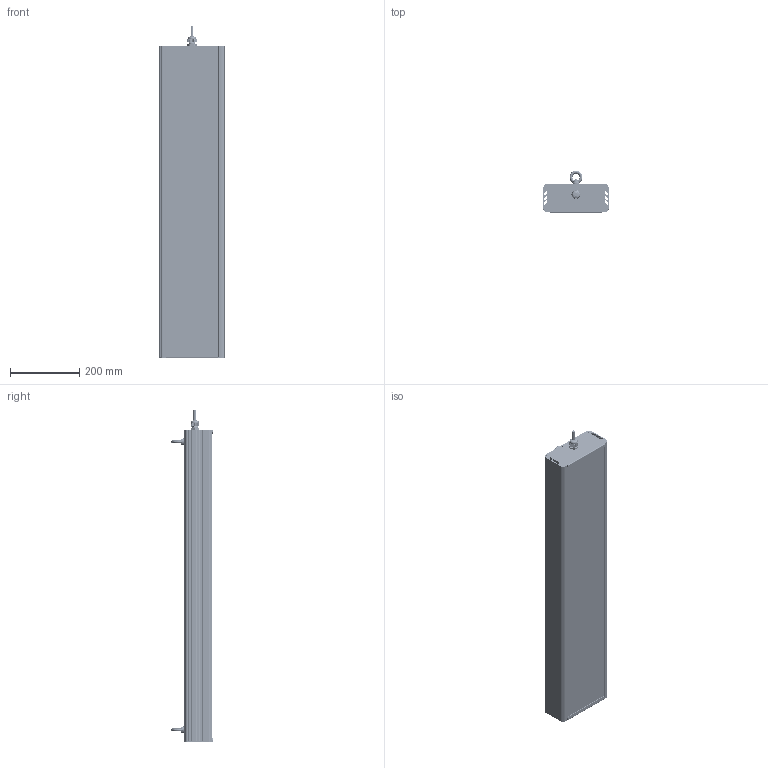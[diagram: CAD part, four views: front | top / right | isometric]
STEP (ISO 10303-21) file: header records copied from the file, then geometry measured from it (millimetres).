
FILE_DESCRIPTION(('STEP AP214'), '1');
FILE_NAME('001.0079.89.000 - ÃÑÏ-Ýêñòðà-Îïòèê-180', '2023-11-03T04:44:16', ('Ëóêîíèí'), ('ÎÊÁ Ñâîé Ñòèëü'), 'C3D Converter', 'C3D Toolkit', '');
FILE_SCHEMA(('AUTOMOTIVE_DESIGN { 1 0 10303 214 3 1 1}'));
Length unit declared in the file: millimetre
Products named in the file (26): 001.0079.89.000; 001.0065.02.000
Assembly tree (65 placements, depth 4):
  001.0079.89.000
    (unnamed)
      (unnamed)
      (unnamed)
      (unnamed)
      (unnamed)  x6
      (unnamed)  x6
      (unnamed)
      (unnamed)
      (unnamed)
      (unnamed)
        (unnamed)
      (unnamed)  x18
        (unnamed)
        (unnamed)
        (unnamed)
        (unnamed)
        (unnamed)
        (unnamed)
        (unnamed)
        (unnamed)
        (unnamed)
        (unnamed)
    001.0065.02.000  x2
      (unnamed)
      (unnamed)
Bounding box: 187.37 x 121.58 x 956.43 mm (x, y, z)
Volume: 2956689.2 mm3; surface area: 2179231.6 mm2
Topology: 618 solids, 618 shells, 8374 faces, 19097 edges, 12801 vertices
Faces by surface type: plane 6006, cylinder 1932, bspline 293, cone 112, sphere 18, torus 13
Full cylindrical faces by diameter (mm): 1 x18, 2 x36, 2.5 x72, 2.8 x450, 3.2 x18, 3.5 x108, 4 x12, 6 x2, 8 x12, 9 x234, 12 x1, 12.5 x1, 16 x1, 18.5 x3, 20 x1, 23.5 x1
Entity records: 92522 total; most frequent: CARTESIAN_POINT 45614, ORIENTED_EDGE 8892, DIRECTION 8066, EDGE_CURVE 4446, VERTEX_POINT 3074, LINE 2696, VECTOR 2696, AXIS2_PLACEMENT_3D 2685
